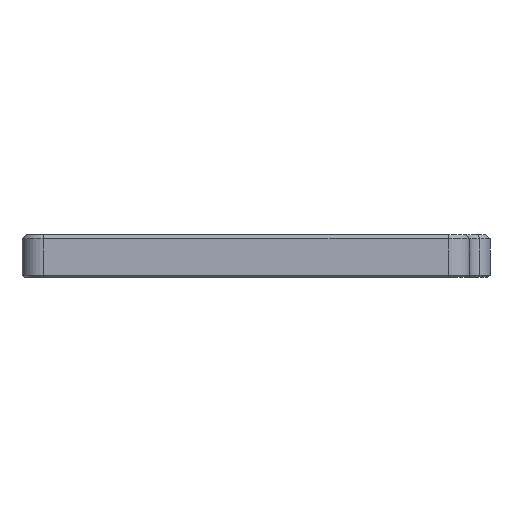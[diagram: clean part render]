
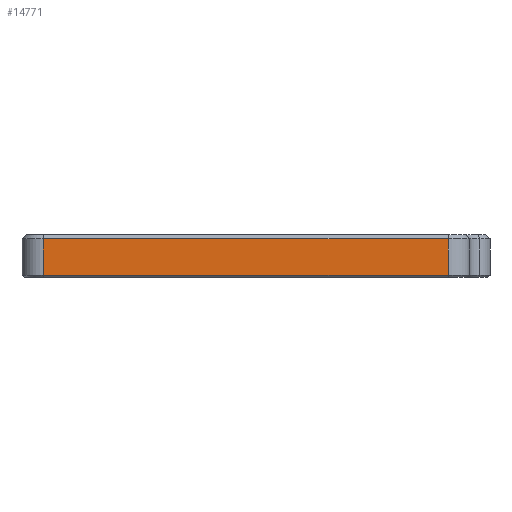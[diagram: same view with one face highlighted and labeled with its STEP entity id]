
A CAD part, left-side view. The second image highlights one B-rep face of the part: STEP entity #14771.
In plain terms, the highlighted planar face has unit normal (-1, 0, 0).
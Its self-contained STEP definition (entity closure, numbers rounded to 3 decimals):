
#802=FACE_OUTER_BOUND('',#1632,.T.);
#1632=EDGE_LOOP('',(#11342,#11343,#11344,#11345));
#3081=LINE('',#23311,#4973);
#3112=LINE('',#23395,#5004);
#3113=LINE('',#23399,#5005);
#3114=LINE('',#23400,#5006);
#4973=VECTOR('',#17397,10.);
#5004=VECTOR('',#17492,10.);
#5005=VECTOR('',#17497,10.);
#5006=VECTOR('',#17498,10.);
#6896=VERTEX_POINT('',#23306);
#6897=VERTEX_POINT('',#23310);
#6918=VERTEX_POINT('',#23394);
#6919=VERTEX_POINT('',#23398);
#8532=EDGE_CURVE('',#6896,#6897,#3081,.T.);
#8574=EDGE_CURVE('',#6897,#6918,#3112,.T.);
#8576=EDGE_CURVE('',#6919,#6896,#3113,.T.);
#8577=EDGE_CURVE('',#6918,#6919,#3114,.T.);
#11342=ORIENTED_EDGE('',*,*,#8532,.F.);
#11343=ORIENTED_EDGE('',*,*,#8576,.F.);
#11344=ORIENTED_EDGE('',*,*,#8577,.F.);
#11345=ORIENTED_EDGE('',*,*,#8574,.F.);
#14036=PLANE('',#15547);
#14771=ADVANCED_FACE('',(#802),#14036,.T.);
#15547=AXIS2_PLACEMENT_3D('',#23397,#17495,#17496);
#17397=DIRECTION('',(0.,1.,0.));
#17492=DIRECTION('',(0.,0.,1.));
#17495=DIRECTION('center_axis',(-1.,0.,0.));
#17496=DIRECTION('ref_axis',(0.,-1.,0.));
#17497=DIRECTION('',(0.,0.,-1.));
#17498=DIRECTION('',(0.,-1.,0.));
#23306=CARTESIAN_POINT('',(21.445,-30.703,0.5));
#23310=CARTESIAN_POINT('',(21.445,63.997,0.5));
#23311=CARTESIAN_POINT('',(21.445,41.631,0.5));
#23394=CARTESIAN_POINT('',(21.445,63.997,9.));
#23395=CARTESIAN_POINT('',(21.445,63.997,0.));
#23397=CARTESIAN_POINT('Origin',(21.445,68.997,0.));
#23398=CARTESIAN_POINT('',(21.445,-30.703,9.));
#23399=CARTESIAN_POINT('',(21.445,-30.703,0.));
#23400=CARTESIAN_POINT('',(21.445,41.631,9.));
